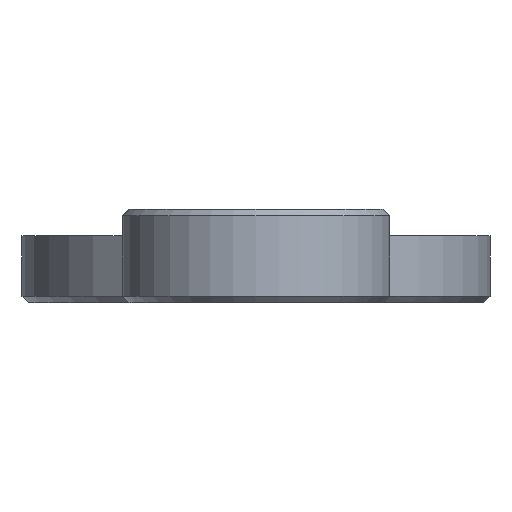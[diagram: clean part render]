
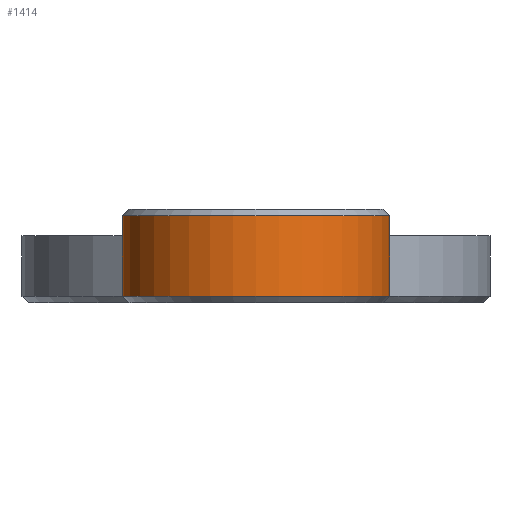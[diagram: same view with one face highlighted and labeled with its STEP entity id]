
A CAD part, front view. The second image highlights one B-rep face of the part: STEP entity #1414.
In plain terms, the highlighted cylindrical face has radius 10 mm (diameter 20 mm), a partial arc.
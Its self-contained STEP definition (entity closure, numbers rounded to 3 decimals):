
#296 = DIRECTION ( 'NONE',  ( -1., 0., 0. ) ) ;
#489 = VERTEX_POINT ( 'NONE', #3097 ) ;
#1390 = CARTESIAN_POINT ( 'NONE',  ( 10., -70., 6.5 ) ) ;
#1414 = ADVANCED_FACE ( 'NONE', ( #2808 ), #7669, .T. ) ;
#1448 = CARTESIAN_POINT ( 'NONE',  ( 0., -70., 7. ) ) ;
#1812 = VERTEX_POINT ( 'NONE', #1390 ) ;
#1873 = VECTOR ( 'NONE', #5931, 1000. ) ;
#2032 = DIRECTION ( 'NONE',  ( -1., 0., 0. ) ) ;
#2396 = CARTESIAN_POINT ( 'NONE',  ( -10., -70., 7. ) ) ;
#2501 = CARTESIAN_POINT ( 'NONE',  ( 10., -70., 0.5 ) ) ;
#2558 = CARTESIAN_POINT ( 'NONE',  ( 0., -70., 0.5 ) ) ;
#2808 = FACE_OUTER_BOUND ( 'NONE', #8586, .T. ) ;
#2831 = ORIENTED_EDGE ( 'NONE', *, *, #6950, .T. ) ;
#2946 = DIRECTION ( 'NONE',  ( 0., 0., -1. ) ) ;
#3097 = CARTESIAN_POINT ( 'NONE',  ( -10., -70., 0.5 ) ) ;
#3765 = LINE ( 'NONE', #2396, #1873 ) ;
#4352 = EDGE_CURVE ( 'NONE', #6949, #489, #3765, .T. ) ;
#4466 = CIRCLE ( 'NONE', #6912, 10. ) ;
#4671 = ORIENTED_EDGE ( 'NONE', *, *, #7731, .F. ) ;
#4843 = CARTESIAN_POINT ( 'NONE',  ( 0., -70., 6.5 ) ) ;
#5330 = CARTESIAN_POINT ( 'NONE',  ( -10., -70., 6.5 ) ) ;
#5573 = VERTEX_POINT ( 'NONE', #2501 ) ;
#5881 = DIRECTION ( 'NONE',  ( 0., 0., -1. ) ) ;
#5886 = AXIS2_PLACEMENT_3D ( 'NONE', #4843, #8203, #2032 ) ;
#5931 = DIRECTION ( 'NONE',  ( 0., 0., -1. ) ) ;
#6212 = EDGE_CURVE ( 'NONE', #1812, #6949, #6897, .T. ) ;
#6288 = DIRECTION ( 'NONE',  ( -1., 0., 0. ) ) ;
#6652 = CARTESIAN_POINT ( 'NONE',  ( 10., -70., 7. ) ) ;
#6897 = CIRCLE ( 'NONE', #5886, 10. ) ;
#6912 = AXIS2_PLACEMENT_3D ( 'NONE', #2558, #8694, #296 ) ;
#6949 = VERTEX_POINT ( 'NONE', #5330 ) ;
#6950 = EDGE_CURVE ( 'NONE', #489, #5573, #4466, .T. ) ;
#7267 = ORIENTED_EDGE ( 'NONE', *, *, #6212, .T. ) ;
#7592 = ORIENTED_EDGE ( 'NONE', *, *, #4352, .T. ) ;
#7669 = CYLINDRICAL_SURFACE ( 'NONE', #8329, 10. ) ;
#7731 = EDGE_CURVE ( 'NONE', #1812, #5573, #8740, .T. ) ;
#8203 = DIRECTION ( 'NONE',  ( 0., 0., -1. ) ) ;
#8220 = VECTOR ( 'NONE', #5881, 1000. ) ;
#8329 = AXIS2_PLACEMENT_3D ( 'NONE', #1448, #2946, #6288 ) ;
#8586 = EDGE_LOOP ( 'NONE', ( #7592, #2831, #4671, #7267 ) ) ;
#8694 = DIRECTION ( 'NONE',  ( 0., 0., 1. ) ) ;
#8740 = LINE ( 'NONE', #6652, #8220 ) ;
